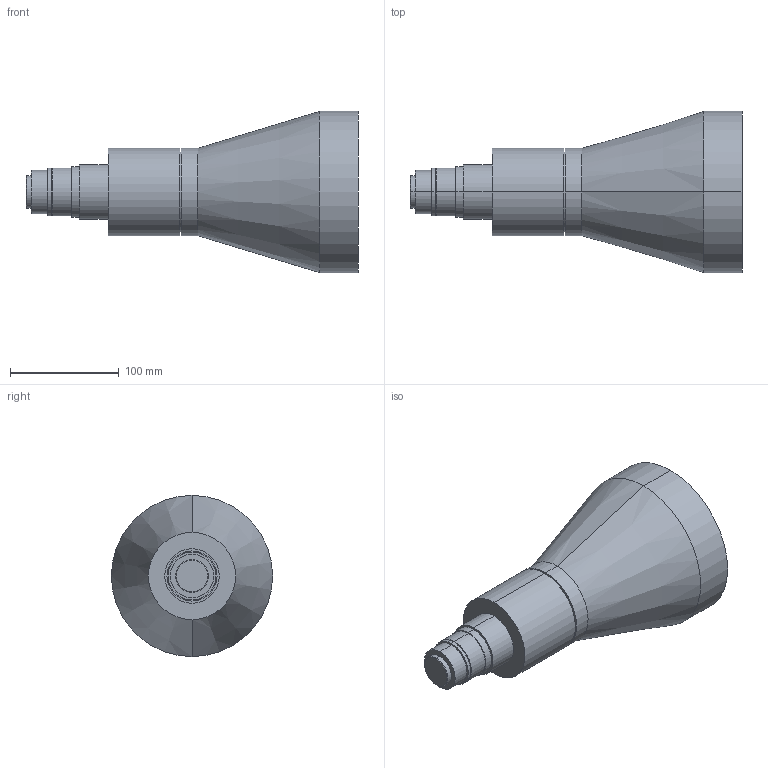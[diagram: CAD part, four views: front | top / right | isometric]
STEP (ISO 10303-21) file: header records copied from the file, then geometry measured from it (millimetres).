
FILE_DESCRIPTION (( 'STEP AP214' ), '1' );
FILE_NAME ('450067.STEP', '2025-11-19T06:38:47', ( '' ), ( '' ), 'SwSTEP 2.0', 'SolidWorks 2020', '' );
FILE_SCHEMA (( 'AUTOMOTIVE_DESIGN' ));
Length unit declared in the file: millimetre
Products named in the file (1): 450067
Bounding box: 304.8 x 148 x 148 mm (x, y, z)
Volume: 2311942.6 mm3; surface area: 113346.4 mm2
Topology: 1 solids, 1 shells, 37 faces, 72 edges, 46 vertices
Faces by surface type: cylinder 22, plane 11, cone 4
Entity records: 998 total; most frequent: DIRECTION 194, CARTESIAN_POINT 156, ORIENTED_EDGE 144, AXIS2_PLACEMENT_3D 84, EDGE_CURVE 72, EDGE_LOOP 46, CIRCLE 46, VERTEX_POINT 46
